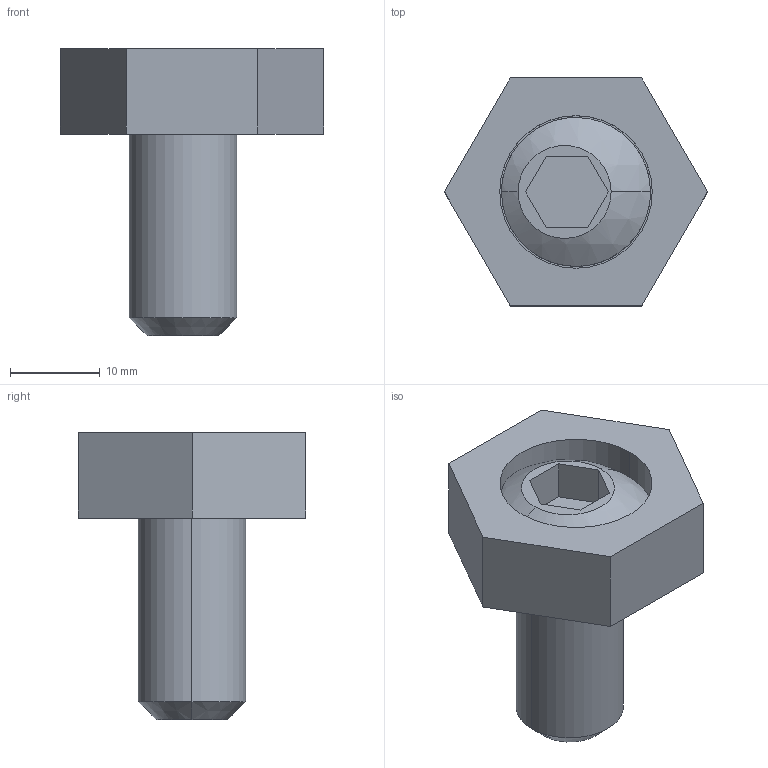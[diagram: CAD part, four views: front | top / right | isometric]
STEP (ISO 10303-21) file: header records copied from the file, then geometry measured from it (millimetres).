
FILE_DESCRIPTION (( 'STEP AP203' ), '1' );
FILE_NAME ('mbfc12.STEP', '2021-10-26T02:38:26', ( '' ), ( '' ), 'SwSTEP 2.0', 'SolidWorks 2020', '' );
FILE_SCHEMA (( 'CONFIG_CONTROL_DESIGN' ));
Length unit declared in the file: millimetre
Products named in the file (3): mbfc12_01; mbfc12_02; mbfc12
Assembly tree (2 placements, depth 2):
  mbfc12
    mbfc12_01
    mbfc12_02
Bounding box: 29.33 x 25.4 x 32 mm (x, y, z)
Volume: 7128.5 mm3; surface area: 3804.4 mm2
Topology: 2 solids, 2 shells, 31 faces, 68 edges, 44 vertices
Faces by surface type: plane 19, cylinder 8, sphere 2, cone 2
Entity records: 1244 total; most frequent: CARTESIAN_POINT 237, DIRECTION 158, ORIENTED_EDGE 136, EDGE_CURVE 68, AXIS2_PLACEMENT_3D 56, VECTOR 46, LINE 46, VERTEX_POINT 44
